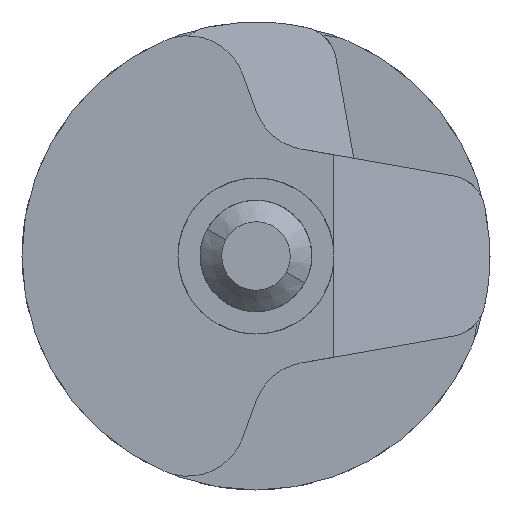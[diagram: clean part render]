
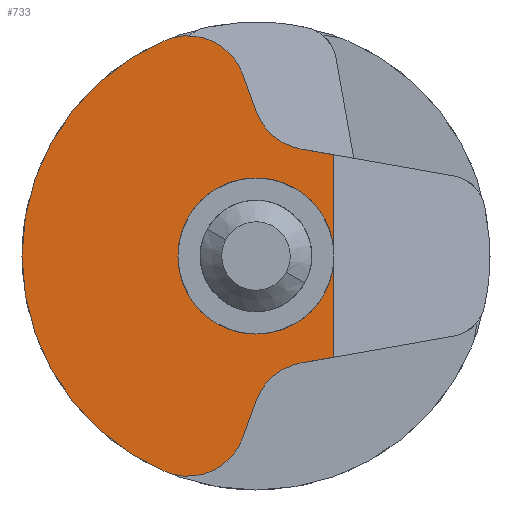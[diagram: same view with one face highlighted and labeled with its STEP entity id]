
A CAD part, left-side view. The second image highlights one B-rep face of the part: STEP entity #733.
In plain terms, the highlighted planar face has unit normal (-1, 0, 0).
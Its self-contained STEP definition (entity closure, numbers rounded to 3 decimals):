
#591=CARTESIAN_POINT('Vertex',(-165.,0.,-20.)) ;
#598=CARTESIAN_POINT('Vertex',(-165.,0.,20.)) ;
#601=CARTESIAN_POINT('Axis2P3D Location',(-165.,0.,0.)) ;
#614=CARTESIAN_POINT('Axis2P3D Location',(-165.,0.,0.)) ;
#618=CARTESIAN_POINT('Vertex',(-165.,-20.,0.)) ;
#621=CARTESIAN_POINT('Axis2P3D Location',(-165.,0.,0.)) ;
#635=CARTESIAN_POINT('Axis2P3D Location',(-165.,0.,0.)) ;
#640=CARTESIAN_POINT('Line Origine',(-165.,-20.,-12.966)) ;
#644=CARTESIAN_POINT('Vertex',(-165.,-20.,-25.933)) ;
#647=CARTESIAN_POINT('Line Origine',(-165.,-20.,12.966)) ;
#651=CARTESIAN_POINT('Vertex',(-165.,-20.,25.933)) ;
#654=CARTESIAN_POINT('Line Origine',(-165.,-15.778,26.677)) ;
#658=CARTESIAN_POINT('Vertex',(-165.,-11.557,27.422)) ;
#661=CARTESIAN_POINT('Axis2P3D Location',(-165.,-14.161,42.194)) ;
#665=CARTESIAN_POINT('Vertex',(-165.,-0.066,37.063)) ;
#668=CARTESIAN_POINT('Line Origine',(-165.,1.668,41.826)) ;
#672=CARTESIAN_POINT('Vertex',(-165.,3.401,46.59)) ;
#675=CARTESIAN_POINT('Axis2P3D Location',(-165.,17.497,41.459)) ;
#679=CARTESIAN_POINT('Vertex',(-165.,23.329,55.279)) ;
#682=CARTESIAN_POINT('Axis2P3D Location',(-165.,0.,0.)) ;
#686=CARTESIAN_POINT('Vertex',(-165.,23.329,-55.279)) ;
#689=CARTESIAN_POINT('Axis2P3D Location',(-165.,17.497,-41.459)) ;
#693=CARTESIAN_POINT('Vertex',(-165.,3.401,-46.59)) ;
#696=CARTESIAN_POINT('Line Origine',(-165.,1.668,-41.826)) ;
#700=CARTESIAN_POINT('Vertex',(-165.,-0.066,-37.063)) ;
#703=CARTESIAN_POINT('Axis2P3D Location',(-165.,-14.161,-42.194)) ;
#707=CARTESIAN_POINT('Vertex',(-165.,-11.557,-27.422)) ;
#710=CARTESIAN_POINT('Line Origine',(-165.,-15.778,-26.677)) ;
#602=DIRECTION('Axis2P3D Direction',(1.,0.,-0.)) ;
#615=DIRECTION('Axis2P3D Direction',(1.,0.,-0.)) ;
#622=DIRECTION('Axis2P3D Direction',(1.,0.,-0.)) ;
#636=DIRECTION('Axis2P3D Direction',(1.,0.,-0.)) ;
#637=DIRECTION('Axis2P3D XDirection',(0.,0.,1.)) ;
#641=DIRECTION('Vector Direction',(0.,0.,-1.)) ;
#648=DIRECTION('Vector Direction',(0.,0.,-1.)) ;
#655=DIRECTION('Vector Direction',(0.,0.985,0.174)) ;
#662=DIRECTION('Axis2P3D Direction',(1.,0.,-0.)) ;
#669=DIRECTION('Vector Direction',(0.,0.342,0.94)) ;
#676=DIRECTION('Axis2P3D Direction',(1.,0.,-0.)) ;
#683=DIRECTION('Axis2P3D Direction',(1.,0.,-0.)) ;
#690=DIRECTION('Axis2P3D Direction',(1.,0.,-0.)) ;
#697=DIRECTION('Vector Direction',(0.,0.342,-0.94)) ;
#704=DIRECTION('Axis2P3D Direction',(1.,0.,-0.)) ;
#711=DIRECTION('Vector Direction',(0.,0.985,-0.174)) ;
#603=AXIS2_PLACEMENT_3D('Circle Axis2P3D',#601,#602,$) ;
#616=AXIS2_PLACEMENT_3D('Circle Axis2P3D',#614,#615,$) ;
#623=AXIS2_PLACEMENT_3D('Circle Axis2P3D',#621,#622,$) ;
#638=AXIS2_PLACEMENT_3D('Plane Axis2P3D',#635,#636,#637) ;
#663=AXIS2_PLACEMENT_3D('Circle Axis2P3D',#661,#662,$) ;
#677=AXIS2_PLACEMENT_3D('Circle Axis2P3D',#675,#676,$) ;
#684=AXIS2_PLACEMENT_3D('Circle Axis2P3D',#682,#683,$) ;
#691=AXIS2_PLACEMENT_3D('Circle Axis2P3D',#689,#690,$) ;
#705=AXIS2_PLACEMENT_3D('Circle Axis2P3D',#703,#704,$) ;
#716=ORIENTED_EDGE('',*,*,#646,.F.) ;
#717=ORIENTED_EDGE('',*,*,#653,.F.) ;
#718=ORIENTED_EDGE('',*,*,#660,.F.) ;
#719=ORIENTED_EDGE('',*,*,#667,.F.) ;
#720=ORIENTED_EDGE('',*,*,#674,.F.) ;
#721=ORIENTED_EDGE('',*,*,#681,.F.) ;
#722=ORIENTED_EDGE('',*,*,#688,.F.) ;
#723=ORIENTED_EDGE('',*,*,#695,.F.) ;
#724=ORIENTED_EDGE('',*,*,#702,.F.) ;
#725=ORIENTED_EDGE('',*,*,#709,.F.) ;
#726=ORIENTED_EDGE('',*,*,#714,.F.) ;
#729=ORIENTED_EDGE('',*,*,#620,.T.) ;
#730=ORIENTED_EDGE('',*,*,#605,.T.) ;
#731=ORIENTED_EDGE('',*,*,#625,.T.) ;
#732=FACE_BOUND('',#728,.T.) ;
#642=VECTOR('Line Direction',#641,1.) ;
#649=VECTOR('Line Direction',#648,1.) ;
#656=VECTOR('Line Direction',#655,1.) ;
#670=VECTOR('Line Direction',#669,1.) ;
#698=VECTOR('Line Direction',#697,1.) ;
#712=VECTOR('Line Direction',#711,1.) ;
#733=ADVANCED_FACE('PartBody',(#727,#732),#639,.F.) ;
#604=CIRCLE('generated circle',#603,20.) ;
#617=CIRCLE('generated circle',#616,20.) ;
#624=CIRCLE('generated circle',#623,20.) ;
#664=CIRCLE('generated circle',#663,15.) ;
#678=CIRCLE('generated circle',#677,15.) ;
#685=CIRCLE('generated circle',#684,60.) ;
#692=CIRCLE('generated circle',#691,15.) ;
#706=CIRCLE('generated circle',#705,15.) ;
#605=EDGE_CURVE('',#592,#599,#604,.T.) ;
#620=EDGE_CURVE('',#619,#592,#617,.T.) ;
#625=EDGE_CURVE('',#599,#619,#624,.T.) ;
#646=EDGE_CURVE('',#619,#645,#643,.T.) ;
#653=EDGE_CURVE('',#652,#619,#650,.T.) ;
#660=EDGE_CURVE('',#659,#652,#657,.F.) ;
#667=EDGE_CURVE('',#666,#659,#664,.F.) ;
#674=EDGE_CURVE('',#673,#666,#671,.F.) ;
#681=EDGE_CURVE('',#680,#673,#678,.T.) ;
#688=EDGE_CURVE('',#687,#680,#685,.T.) ;
#695=EDGE_CURVE('',#694,#687,#692,.T.) ;
#702=EDGE_CURVE('',#701,#694,#699,.T.) ;
#709=EDGE_CURVE('',#708,#701,#706,.F.) ;
#714=EDGE_CURVE('',#645,#708,#713,.T.) ;
#715=EDGE_LOOP('',(#716,#717,#718,#719,#720,#721,#722,#723,#724,#725,#726)) ;
#728=EDGE_LOOP('',(#729,#730,#731)) ;
#727=FACE_OUTER_BOUND('',#715,.T.) ;
#643=LINE('Line',#640,#642) ;
#650=LINE('Line',#647,#649) ;
#657=LINE('Line',#654,#656) ;
#671=LINE('Line',#668,#670) ;
#699=LINE('Line',#696,#698) ;
#713=LINE('Line',#710,#712) ;
#639=PLANE('',#638) ;
#592=VERTEX_POINT('',#591) ;
#599=VERTEX_POINT('',#598) ;
#619=VERTEX_POINT('',#618) ;
#645=VERTEX_POINT('',#644) ;
#652=VERTEX_POINT('',#651) ;
#659=VERTEX_POINT('',#658) ;
#666=VERTEX_POINT('',#665) ;
#673=VERTEX_POINT('',#672) ;
#680=VERTEX_POINT('',#679) ;
#687=VERTEX_POINT('',#686) ;
#694=VERTEX_POINT('',#693) ;
#701=VERTEX_POINT('',#700) ;
#708=VERTEX_POINT('',#707) ;
